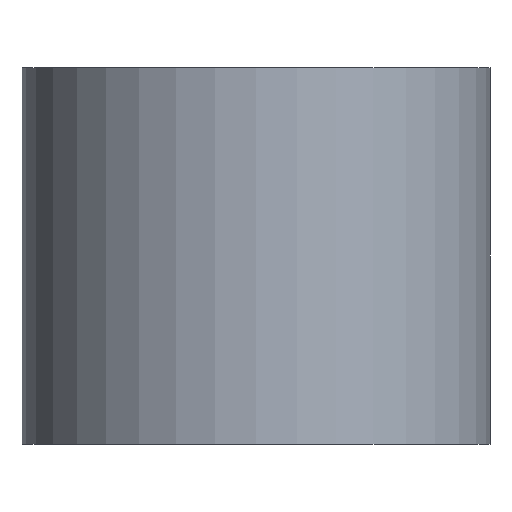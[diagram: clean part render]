
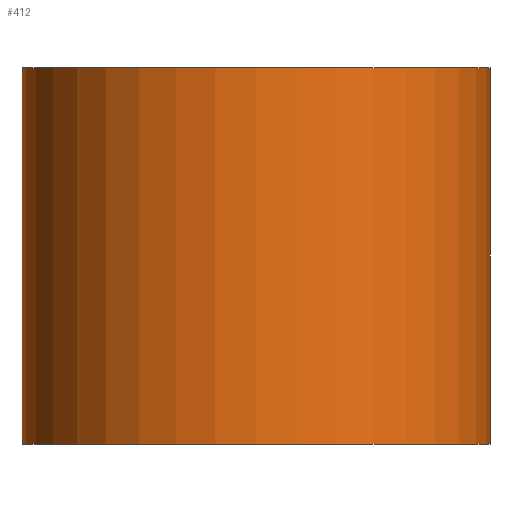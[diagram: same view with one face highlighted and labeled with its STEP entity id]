
A CAD part, front view. The second image highlights one B-rep face of the part: STEP entity #412.
In plain terms, the highlighted cylindrical face has radius 30 mm (diameter 60 mm), a partial arc.
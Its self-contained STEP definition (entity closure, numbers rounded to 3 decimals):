
#14 = DIRECTION ( 'NONE',  ( 0., 0., -1. ) ) ;
#43 = EDGE_CURVE ( 'NONE', #163, #162, #322, .T. ) ;
#50 = CYLINDRICAL_SURFACE ( 'NONE', #300, 30. ) ;
#51 = DIRECTION ( 'NONE',  ( 1., 0., 0. ) ) ;
#78 = VECTOR ( 'NONE', #166, 1000. ) ;
#82 = CARTESIAN_POINT ( 'NONE',  ( 0., 0., 0. ) ) ;
#83 = AXIS2_PLACEMENT_3D ( 'NONE', #82, #193, #51 ) ;
#84 = FACE_OUTER_BOUND ( 'NONE', #204, .T. ) ;
#94 = CARTESIAN_POINT ( 'NONE',  ( 0., 0., 48.25 ) ) ;
#96 = DIRECTION ( 'NONE',  ( 0., 0., 1. ) ) ;
#100 = ORIENTED_EDGE ( 'NONE', *, *, #215, .F. ) ;
#102 = VERTEX_POINT ( 'NONE', #143 ) ;
#118 = DIRECTION ( 'NONE',  ( 1., 0., 0. ) ) ;
#135 = CARTESIAN_POINT ( 'NONE',  ( -30., 0., 48.25 ) ) ;
#143 = CARTESIAN_POINT ( 'NONE',  ( -30., 0., 0. ) ) ;
#154 = DIRECTION ( 'NONE',  ( -1., 0., 0. ) ) ;
#162 = VERTEX_POINT ( 'NONE', #220 ) ;
#163 = VERTEX_POINT ( 'NONE', #315 ) ;
#166 = DIRECTION ( 'NONE',  ( 0., 0., -1. ) ) ;
#191 = CARTESIAN_POINT ( 'NONE',  ( 0., 0., 48.25 ) ) ;
#193 = DIRECTION ( 'NONE',  ( 0., 0., 1. ) ) ;
#204 = EDGE_LOOP ( 'NONE', ( #100, #328, #344, #308 ) ) ;
#210 = DIRECTION ( 'NONE',  ( 0., 0., -1. ) ) ;
#215 = EDGE_CURVE ( 'NONE', #162, #418, #261, .T. ) ;
#220 = CARTESIAN_POINT ( 'NONE',  ( 30., 0., 48.25 ) ) ;
#252 = EDGE_CURVE ( 'NONE', #102, #418, #289, .T. ) ;
#261 = LINE ( 'NONE', #408, #389 ) ;
#289 = CIRCLE ( 'NONE', #83, 30. ) ;
#300 = AXIS2_PLACEMENT_3D ( 'NONE', #191, #14, #154 ) ;
#308 = ORIENTED_EDGE ( 'NONE', *, *, #252, .T. ) ;
#315 = CARTESIAN_POINT ( 'NONE',  ( -30., 0., 48.25 ) ) ;
#318 = LINE ( 'NONE', #135, #78 ) ;
#322 = CIRCLE ( 'NONE', #388, 30. ) ;
#328 = ORIENTED_EDGE ( 'NONE', *, *, #43, .F. ) ;
#344 = ORIENTED_EDGE ( 'NONE', *, *, #434, .T. ) ;
#349 = CARTESIAN_POINT ( 'NONE',  ( 30., 0., 0. ) ) ;
#388 = AXIS2_PLACEMENT_3D ( 'NONE', #94, #96, #118 ) ;
#389 = VECTOR ( 'NONE', #210, 1000. ) ;
#408 = CARTESIAN_POINT ( 'NONE',  ( 30., 0., 48.25 ) ) ;
#412 = ADVANCED_FACE ( 'NONE', ( #84 ), #50, .T. ) ;
#418 = VERTEX_POINT ( 'NONE', #349 ) ;
#434 = EDGE_CURVE ( 'NONE', #163, #102, #318, .T. ) ;
